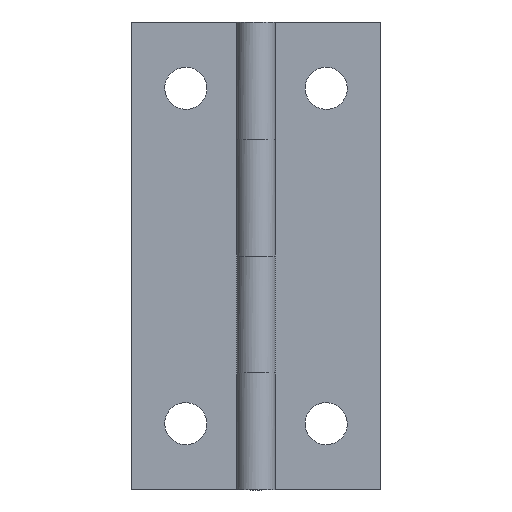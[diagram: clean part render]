
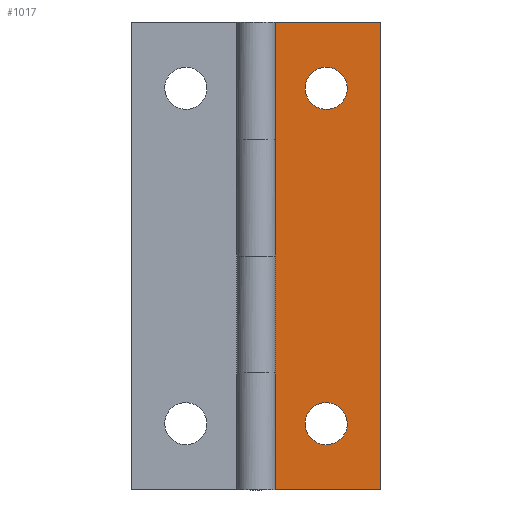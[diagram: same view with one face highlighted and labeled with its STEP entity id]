
A CAD part, front view. The second image highlights one B-rep face of the part: STEP entity #1017.
In plain terms, the highlighted free-form (B-spline) face has degree [1, 1] with [2, 2] control points.
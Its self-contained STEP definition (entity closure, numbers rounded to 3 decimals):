
#62=CARTESIAN_POINT('',(4.5,0.75,27.1));
#63=VERTEX_POINT('',#62);
#64=CARTESIAN_POINT('',(3.154,0.75,25.856));
#65=VERTEX_POINT('',#64);
#66=CARTESIAN_POINT('',(4.5,0.75,27.1));
#67=CARTESIAN_POINT('',(3.252,0.75,27.1));
#68=CARTESIAN_POINT('',(3.154,0.75,25.856));
#76=(BOUNDED_CURVE()B_SPLINE_CURVE(2,(#66,#67,#68),.UNSPECIFIED.,.F.,.U.)B_SPLINE_CURVE_WITH_KNOTS((3,3),(0.0,0.236),.UNSPECIFIED.)CURVE()GEOMETRIC_REPRESENTATION_ITEM()RATIONAL_B_SPLINE_CURVE((1.0,0.723,0.97))REPRESENTATION_ITEM(''));
#77=EDGE_CURVE('',#63,#65,#76,.T.);
#118=CARTESIAN_POINT('',(5.846,0.75,25.644));
#119=VERTEX_POINT('',#118);
#125=CARTESIAN_POINT('',(5.846,0.75,25.644));
#126=CARTESIAN_POINT('',(5.85,0.75,25.697));
#127=CARTESIAN_POINT('',(5.85,0.75,25.75));
#128=CARTESIAN_POINT('',(5.85,0.75,27.1));
#129=CARTESIAN_POINT('',(4.5,0.75,27.1));
#137=(BOUNDED_CURVE()B_SPLINE_CURVE(2,(#125,#126,#127,#128,#129),.UNSPECIFIED.,.F.,.U.)B_SPLINE_CURVE_WITH_KNOTS((3,2,3),(0.736,0.75,1.0),.UNSPECIFIED.)CURVE()GEOMETRIC_REPRESENTATION_ITEM()RATIONAL_B_SPLINE_CURVE((0.97,0.984,1.0,0.707,1.0))REPRESENTATION_ITEM(''));
#138=EDGE_CURVE('',#119,#63,#137,.T.);
#161=CARTESIAN_POINT('',(4.5,0.75,24.4));
#162=VERTEX_POINT('',#161);
#163=CARTESIAN_POINT('',(3.154,0.75,25.856));
#164=CARTESIAN_POINT('',(3.15,0.75,25.803));
#165=CARTESIAN_POINT('',(3.15,0.75,25.75));
#166=CARTESIAN_POINT('',(3.15,0.75,24.4));
#167=CARTESIAN_POINT('',(4.5,0.75,24.4));
#175=(BOUNDED_CURVE()B_SPLINE_CURVE(2,(#163,#164,#165,#166,#167),.UNSPECIFIED.,.F.,.U.)B_SPLINE_CURVE_WITH_KNOTS((3,2,3),(0.236,0.25,0.5),.UNSPECIFIED.)CURVE()GEOMETRIC_REPRESENTATION_ITEM()RATIONAL_B_SPLINE_CURVE((0.97,0.984,1.0,0.707,1.0))REPRESENTATION_ITEM(''));
#176=EDGE_CURVE('',#65,#162,#175,.T.);
#178=CARTESIAN_POINT('',(4.5,0.75,24.4));
#179=CARTESIAN_POINT('',(5.748,0.75,24.4));
#180=CARTESIAN_POINT('',(5.846,0.75,25.644));
#188=(BOUNDED_CURVE()B_SPLINE_CURVE(2,(#178,#179,#180),.UNSPECIFIED.,.F.,.U.)B_SPLINE_CURVE_WITH_KNOTS((3,3),(0.5,0.736),.UNSPECIFIED.)CURVE()GEOMETRIC_REPRESENTATION_ITEM()RATIONAL_B_SPLINE_CURVE((1.0,0.723,0.97))REPRESENTATION_ITEM(''));
#189=EDGE_CURVE('',#162,#119,#188,.T.);
#244=CARTESIAN_POINT('',(4.5,0.75,5.6));
#245=VERTEX_POINT('',#244);
#246=CARTESIAN_POINT('',(3.154,0.75,4.356));
#247=VERTEX_POINT('',#246);
#248=CARTESIAN_POINT('',(4.5,0.75,5.6));
#249=CARTESIAN_POINT('',(3.252,0.75,5.6));
#250=CARTESIAN_POINT('',(3.154,0.75,4.356));
#258=(BOUNDED_CURVE()B_SPLINE_CURVE(2,(#248,#249,#250),.UNSPECIFIED.,.F.,.U.)B_SPLINE_CURVE_WITH_KNOTS((3,3),(0.0,0.236),.UNSPECIFIED.)CURVE()GEOMETRIC_REPRESENTATION_ITEM()RATIONAL_B_SPLINE_CURVE((1.0,0.723,0.97))REPRESENTATION_ITEM(''));
#259=EDGE_CURVE('',#245,#247,#258,.T.);
#300=CARTESIAN_POINT('',(5.846,0.75,4.144));
#301=VERTEX_POINT('',#300);
#307=CARTESIAN_POINT('',(5.846,0.75,4.144));
#308=CARTESIAN_POINT('',(5.85,0.75,4.197));
#309=CARTESIAN_POINT('',(5.85,0.75,4.25));
#310=CARTESIAN_POINT('',(5.85,0.75,5.6));
#311=CARTESIAN_POINT('',(4.5,0.75,5.6));
#319=(BOUNDED_CURVE()B_SPLINE_CURVE(2,(#307,#308,#309,#310,#311),.UNSPECIFIED.,.F.,.U.)B_SPLINE_CURVE_WITH_KNOTS((3,2,3),(0.736,0.75,1.0),.UNSPECIFIED.)CURVE()GEOMETRIC_REPRESENTATION_ITEM()RATIONAL_B_SPLINE_CURVE((0.97,0.984,1.0,0.707,1.0))REPRESENTATION_ITEM(''));
#320=EDGE_CURVE('',#301,#245,#319,.T.);
#343=CARTESIAN_POINT('',(4.5,0.75,2.9));
#344=VERTEX_POINT('',#343);
#345=CARTESIAN_POINT('',(3.154,0.75,4.356));
#346=CARTESIAN_POINT('',(3.15,0.75,4.303));
#347=CARTESIAN_POINT('',(3.15,0.75,4.25));
#348=CARTESIAN_POINT('',(3.15,0.75,2.9));
#349=CARTESIAN_POINT('',(4.5,0.75,2.9));
#357=(BOUNDED_CURVE()B_SPLINE_CURVE(2,(#345,#346,#347,#348,#349),.UNSPECIFIED.,.F.,.U.)B_SPLINE_CURVE_WITH_KNOTS((3,2,3),(0.236,0.25,0.5),.UNSPECIFIED.)CURVE()GEOMETRIC_REPRESENTATION_ITEM()RATIONAL_B_SPLINE_CURVE((0.97,0.984,1.0,0.707,1.0))REPRESENTATION_ITEM(''));
#358=EDGE_CURVE('',#247,#344,#357,.T.);
#360=CARTESIAN_POINT('',(4.5,0.75,2.9));
#361=CARTESIAN_POINT('',(5.748,0.75,2.9));
#362=CARTESIAN_POINT('',(5.846,0.75,4.144));
#370=(BOUNDED_CURVE()B_SPLINE_CURVE(2,(#360,#361,#362),.UNSPECIFIED.,.F.,.U.)B_SPLINE_CURVE_WITH_KNOTS((3,3),(0.5,0.736),.UNSPECIFIED.)CURVE()GEOMETRIC_REPRESENTATION_ITEM()RATIONAL_B_SPLINE_CURVE((1.0,0.723,0.97))REPRESENTATION_ITEM(''));
#371=EDGE_CURVE('',#344,#301,#370,.T.);
#443=CARTESIAN_POINT('',(0.0,0.75,22.5));
#444=VERTEX_POINT('',#443);
#464=CARTESIAN_POINT('',(1.25,0.75,22.5));
#465=VERTEX_POINT('',#464);
#466=CARTESIAN_POINT('',(0.0,0.75,22.5));
#467=CARTESIAN_POINT('',(1.25,0.75,22.5));
#468=QUASI_UNIFORM_CURVE('',1,(#466,#467),.UNSPECIFIED.,.F.,.U.);
#469=EDGE_CURVE('',#444,#465,#468,.T.);
#491=CARTESIAN_POINT('',(1.25,0.75,30.0));
#492=VERTEX_POINT('',#491);
#493=CARTESIAN_POINT('',(1.25,0.75,22.5));
#494=CARTESIAN_POINT('',(1.25,0.75,30.0));
#495=QUASI_UNIFORM_CURVE('',1,(#493,#494),.UNSPECIFIED.,.F.,.U.);
#496=EDGE_CURVE('',#465,#492,#495,.T.);
#519=CARTESIAN_POINT('',(0.0,0.75,7.5));
#520=VERTEX_POINT('',#519);
#521=CARTESIAN_POINT('',(1.25,0.75,7.5));
#522=VERTEX_POINT('',#521);
#523=CARTESIAN_POINT('',(0.0,0.75,7.5));
#524=CARTESIAN_POINT('',(1.25,0.75,7.5));
#525=QUASI_UNIFORM_CURVE('',1,(#523,#524),.UNSPECIFIED.,.F.,.U.);
#526=EDGE_CURVE('',#520,#522,#525,.T.);
#597=CARTESIAN_POINT('',(1.25,0.75,15.0));
#598=VERTEX_POINT('',#597);
#599=CARTESIAN_POINT('',(1.25,0.75,7.5));
#600=CARTESIAN_POINT('',(1.25,0.75,15.0));
#601=QUASI_UNIFORM_CURVE('',1,(#599,#600),.UNSPECIFIED.,.F.,.U.);
#602=EDGE_CURVE('',#522,#598,#601,.T.);
#654=CARTESIAN_POINT('',(0.0,0.75,15.0));
#655=VERTEX_POINT('',#654);
#656=CARTESIAN_POINT('',(1.25,0.75,15.0));
#657=CARTESIAN_POINT('',(0.0,0.75,15.0));
#658=QUASI_UNIFORM_CURVE('',1,(#656,#657),.UNSPECIFIED.,.F.,.U.);
#659=EDGE_CURVE('',#598,#655,#658,.T.);
#704=CARTESIAN_POINT('',(8.0,0.75,0.0));
#705=VERTEX_POINT('',#704);
#711=CARTESIAN_POINT('',(0.0,0.75,0.0));
#712=VERTEX_POINT('',#711);
#713=CARTESIAN_POINT('',(8.0,0.75,0.0));
#714=CARTESIAN_POINT('',(0.0,0.75,0.0));
#715=QUASI_UNIFORM_CURVE('',1,(#713,#714),.UNSPECIFIED.,.F.,.U.);
#716=EDGE_CURVE('',#705,#712,#715,.T.);
#781=CARTESIAN_POINT('',(8.0,0.75,30.0));
#782=VERTEX_POINT('',#781);
#783=CARTESIAN_POINT('',(8.0,0.75,30.0));
#784=CARTESIAN_POINT('',(1.25,0.75,30.0));
#785=QUASI_UNIFORM_CURVE('',1,(#783,#784),.UNSPECIFIED.,.F.,.U.);
#786=EDGE_CURVE('',#782,#492,#785,.T.);
#871=CARTESIAN_POINT('',(0.0,0.75,7.5));
#872=CARTESIAN_POINT('',(0.0,0.75,0.0));
#873=QUASI_UNIFORM_CURVE('',1,(#871,#872),.UNSPECIFIED.,.F.,.U.);
#874=EDGE_CURVE('',#520,#712,#873,.T.);
#894=CARTESIAN_POINT('',(8.0,0.75,30.0));
#895=CARTESIAN_POINT('',(8.0,0.75,0.0));
#896=QUASI_UNIFORM_CURVE('',1,(#894,#895),.UNSPECIFIED.,.F.,.U.);
#897=EDGE_CURVE('',#782,#705,#896,.T.);
#977=CARTESIAN_POINT('',(0.0,0.75,22.5));
#978=CARTESIAN_POINT('',(0.0,0.75,15.0));
#979=QUASI_UNIFORM_CURVE('',1,(#977,#978),.UNSPECIFIED.,.F.,.U.);
#980=EDGE_CURVE('',#444,#655,#979,.T.);
#988=CARTESIAN_POINT('',(-0.4,0.75,31.498));
#989=CARTESIAN_POINT('',(-0.4,0.75,-1.499));
#990=CARTESIAN_POINT('',(8.4,0.75,31.498));
#991=CARTESIAN_POINT('',(8.4,0.75,-1.499));
#992=B_SPLINE_SURFACE_WITH_KNOTS('',1,1,((#988,#990),(#989,#991)),.UNSPECIFIED.,.F.,.F.,.U.,(2,2),(2,2),(0.0,32.997),(0.0,8.799),.UNSPECIFIED.);
#993=ORIENTED_EDGE('',*,*,#496,.F.);
#994=ORIENTED_EDGE('',*,*,#469,.F.);
#995=ORIENTED_EDGE('',*,*,#980,.T.);
#996=ORIENTED_EDGE('',*,*,#659,.F.);
#997=ORIENTED_EDGE('',*,*,#602,.F.);
#998=ORIENTED_EDGE('',*,*,#526,.F.);
#999=ORIENTED_EDGE('',*,*,#874,.T.);
#1000=ORIENTED_EDGE('',*,*,#716,.F.);
#1001=ORIENTED_EDGE('',*,*,#897,.F.);
#1002=ORIENTED_EDGE('',*,*,#786,.T.);
#1003=EDGE_LOOP('',(#993,#994,#995,#996,#997,#998,#999,#1000,#1001,#1002));
#1004=FACE_OUTER_BOUND('',#1003,.T.);
#1005=ORIENTED_EDGE('',*,*,#371,.F.);
#1006=ORIENTED_EDGE('',*,*,#358,.F.);
#1007=ORIENTED_EDGE('',*,*,#259,.F.);
#1008=ORIENTED_EDGE('',*,*,#320,.F.);
#1009=EDGE_LOOP('',(#1005,#1006,#1007,#1008));
#1010=FACE_BOUND('',#1009,.T.);
#1011=ORIENTED_EDGE('',*,*,#189,.F.);
#1012=ORIENTED_EDGE('',*,*,#176,.F.);
#1013=ORIENTED_EDGE('',*,*,#77,.F.);
#1014=ORIENTED_EDGE('',*,*,#138,.F.);
#1015=EDGE_LOOP('',(#1011,#1012,#1013,#1014));
#1016=FACE_BOUND('',#1015,.T.);
#1017=ADVANCED_FACE('',(#1004,#1010,#1016),#992,.T.);
